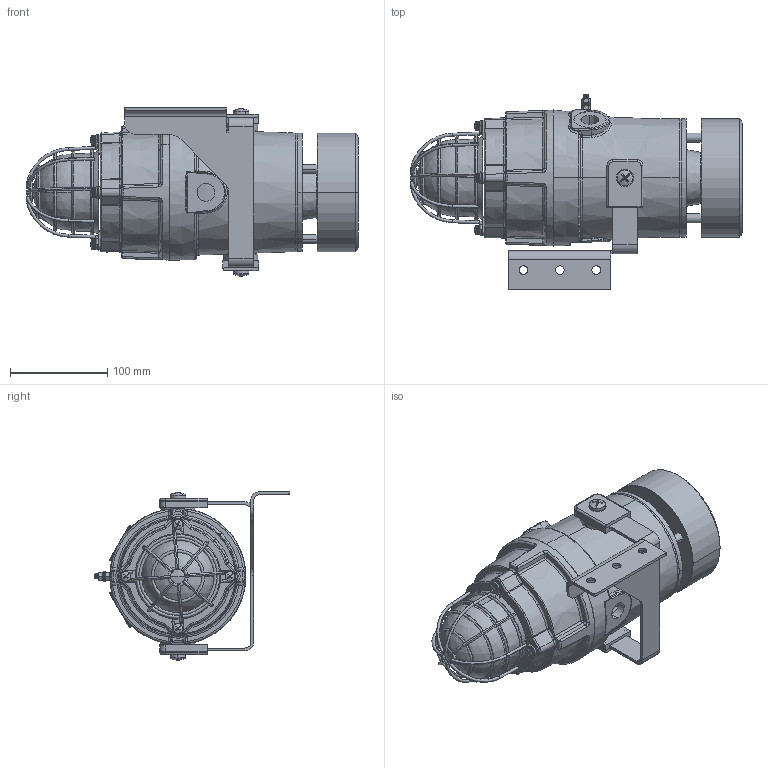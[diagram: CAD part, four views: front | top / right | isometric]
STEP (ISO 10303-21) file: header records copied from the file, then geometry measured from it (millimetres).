
FILE_DESCRIPTION (( 'STEP AP214' ), '1' );
FILE_NAME ('D190-05-321-Alt-3D_Issue_2.STEP', '2023-07-11T08:19:23', ( '' ), ( '' ), 'SwSTEP 2.0', 'SolidWorks 2022', '' );
FILE_SCHEMA (( 'AUTOMOTIVE_DESIGN' ));
Length unit declared in the file: millimetre
Products named in the file (21): WASGM5A4; SCSSM8X20A4P; D2489-3D_Issue_B_OD115; WAM8A4; SCSSM5X16A4P; beacon casting_Machining 2D; RADIAL HORN_perimeter radial slots; WASGM8A4; beacon sub assy; OR544NIT070_Installed D190; D2410-3D_Issue_B; D190-66-301-3D_Issue_2_Pipe fixing; d190 lens_Diffused; SCSTUDM5A4; WAM5A4; D2411-3D_Issue_A; sounder sub assy_s110 turbine; sounder body casting_Machined; SCNUTM5A4; WAA300N2MM; D190-05-321-Alt-3D_Issue_2
Assembly tree (40 placements, depth 3):
  D190-05-321-Alt-3D_Issue_2
    sounder sub assy_s110 turbine
      sounder body casting_Machined
      D2411-3D_Issue_A  x2
      D2410-3D_Issue_B  x2
      WAM8A4  x2
      WASGM8A4  x2
      SCSSM8X20A4P  x2
      SCSTUDM5A4
      WAM5A4  x3
      WASGM5A4  x2
      SCNUTM5A4  x2
      D190-66-301-3D_Issue_2_Pipe fixing
    beacon sub assy
      beacon casting_Machining 2D
      D2489-3D_Issue_B_OD115
      SCSSM5X16A4P  x4
      WAM5A4  x4
      WASGM5A4  x4
      d190 lens_Diffused
    OR544NIT070_Installed D190
    WAA300N2MM
    RADIAL HORN_perimeter radial slots
Bounding box: 341.65 x 201 x 173.24 mm (x, y, z)
Volume: 1385991.8 mm3; surface area: 425084 mm2
Topology: 50 solids, 50 shells, 1835 faces, 4449 edges, 2686 vertices
Faces by surface type: cylinder 670, plane 449, bspline 280, torus 251, cone 135, sphere 50
Entity records: 62246 total; most frequent: CARTESIAN_POINT 30736, ORIENTED_EDGE 6634, DIRECTION 5752, EDGE_CURVE 3317, AXIS2_PLACEMENT_3D 2402, VERTEX_POINT 2027, EDGE_LOOP 1470, FACE_OUTER_BOUND 1374
